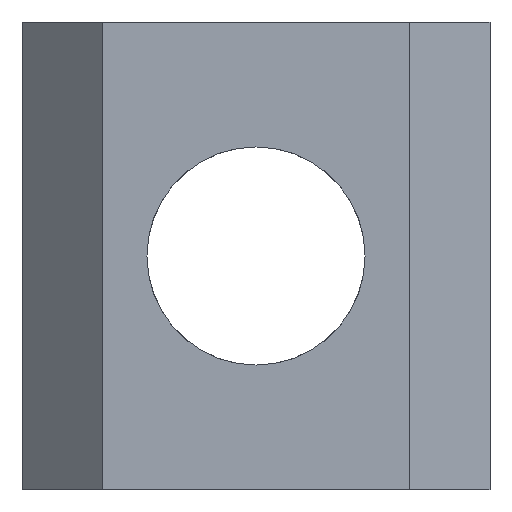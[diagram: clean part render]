
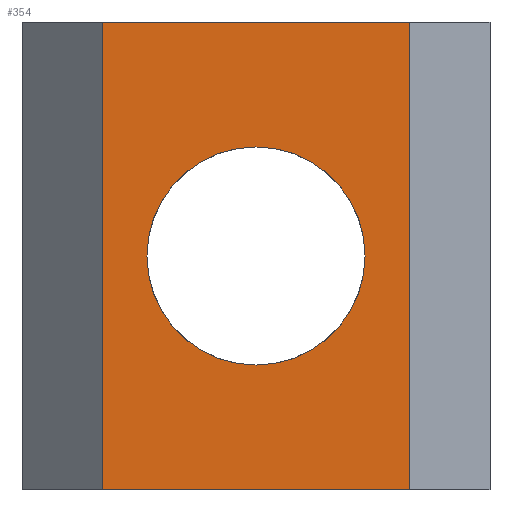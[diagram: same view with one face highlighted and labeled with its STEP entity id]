
A CAD part, front view. The second image highlights one B-rep face of the part: STEP entity #354.
In plain terms, the highlighted planar face has unit normal (0, -1, 0).
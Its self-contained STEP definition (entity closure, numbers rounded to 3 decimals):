
#38=LINE('',#547,#80);
#40=LINE('',#551,#82);
#41=LINE('',#553,#83);
#42=LINE('',#554,#84);
#80=VECTOR('',#448,16.);
#82=VECTOR('',#452,10.5);
#83=VECTOR('',#453,16.);
#84=VECTOR('',#454,10.5);
#108=PLANE('',#381);
#117=FACE_BOUND('',#148,.T.);
#128=FACE_OUTER_BOUND('',#147,.T.);
#147=EDGE_LOOP('',(#290,#291,#292,#293));
#148=EDGE_LOOP('',(#294));
#158=CIRCLE('',#371,3.73);
#169=VERTEX_POINT('',#497);
#184=VERTEX_POINT('',#544);
#185=VERTEX_POINT('',#546);
#186=VERTEX_POINT('',#550);
#187=VERTEX_POINT('',#552);
#202=EDGE_CURVE('',#169,#169,#158,.T.);
#226=EDGE_CURVE('',#185,#184,#38,.T.);
#228=EDGE_CURVE('',#184,#186,#40,.T.);
#229=EDGE_CURVE('',#187,#186,#41,.T.);
#230=EDGE_CURVE('',#185,#187,#42,.T.);
#290=ORIENTED_EDGE('',*,*,#228,.T.);
#291=ORIENTED_EDGE('',*,*,#229,.F.);
#292=ORIENTED_EDGE('',*,*,#230,.F.);
#293=ORIENTED_EDGE('',*,*,#226,.T.);
#294=ORIENTED_EDGE('',*,*,#202,.T.);
#354=ADVANCED_FACE('',(#128,#117),#108,.T.);
#371=AXIS2_PLACEMENT_3D('',#498,#405,#406);
#381=AXIS2_PLACEMENT_3D('',#549,#450,#451);
#405=DIRECTION('center_axis',(0.,1.,0.));
#406=DIRECTION('ref_axis',(1.,0.,0.));
#448=DIRECTION('',(0.,0.,1.));
#450=DIRECTION('center_axis',(0.,-1.,0.));
#451=DIRECTION('ref_axis',(0.,0.,-1.));
#452=DIRECTION('',(-1.,0.,0.));
#453=DIRECTION('',(0.,0.,1.));
#454=DIRECTION('',(-1.,0.,0.));
#497=CARTESIAN_POINT('',(-1.415,2.642,8.));
#498=CARTESIAN_POINT('Origin',(-5.145,2.642,8.));
#544=CARTESIAN_POINT('',(0.105,2.642,16.));
#546=CARTESIAN_POINT('',(0.105,2.642,0.));
#547=CARTESIAN_POINT('',(0.105,2.642,0.));
#549=CARTESIAN_POINT('Origin',(0.105,2.642,0.));
#550=CARTESIAN_POINT('',(-10.395,2.642,16.));
#551=CARTESIAN_POINT('',(0.105,2.642,16.));
#552=CARTESIAN_POINT('',(-10.395,2.642,0.));
#553=CARTESIAN_POINT('',(-10.395,2.642,0.));
#554=CARTESIAN_POINT('',(0.105,2.642,0.));
